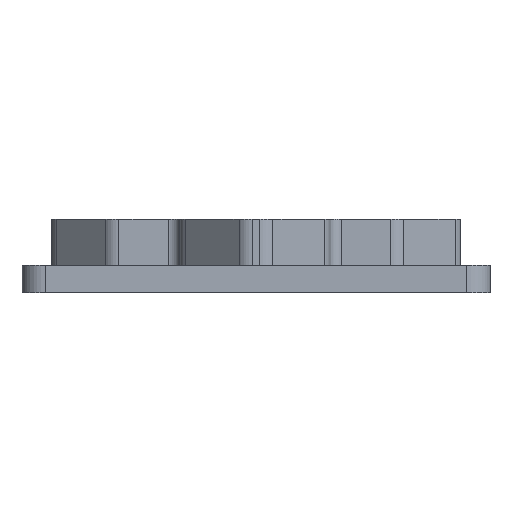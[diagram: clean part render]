
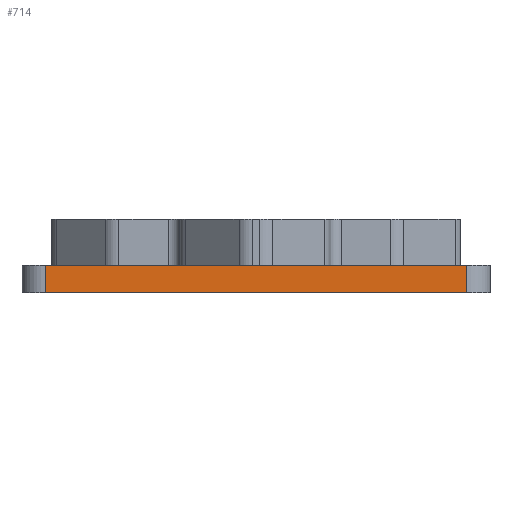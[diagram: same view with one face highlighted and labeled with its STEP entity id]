
A CAD part, left-side view. The second image highlights one B-rep face of the part: STEP entity #714.
In plain terms, the highlighted planar face has unit normal (-1, 0, 0).
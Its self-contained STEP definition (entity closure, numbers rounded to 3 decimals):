
#86 = LINE ( 'NONE', #922, #1647 ) ;
#128 = DIRECTION ( 'NONE',  ( 0., 0., -1. ) ) ;
#289 = LINE ( 'NONE', #1329, #1544 ) ;
#371 = VERTEX_POINT ( 'NONE', #1915 ) ;
#382 = VERTEX_POINT ( 'NONE', #1919 ) ;
#429 = VECTOR ( 'NONE', #1685, 1000. ) ;
#430 = EDGE_CURVE ( 'NONE', #1878, #371, #289, .T. ) ;
#508 = PLANE ( 'NONE',  #658 ) ;
#607 = ORIENTED_EDGE ( 'NONE', *, *, #639, .T. ) ;
#617 = EDGE_LOOP ( 'NONE', ( #1809, #607, #1774, #1075 ) ) ;
#639 = EDGE_CURVE ( 'NONE', #371, #382, #1985, .T. ) ;
#658 = AXIS2_PLACEMENT_3D ( 'NONE', #951, #1728, #1113 ) ;
#714 = ADVANCED_FACE ( 'NONE', ( #1676 ), #508, .F. ) ;
#746 = CARTESIAN_POINT ( 'NONE',  ( 0., 2.54, 3. ) ) ;
#890 = LINE ( 'NONE', #1841, #429 ) ;
#922 = CARTESIAN_POINT ( 'NONE',  ( 0., 48.26, 3. ) ) ;
#951 = CARTESIAN_POINT ( 'NONE',  ( 0., 0., 3. ) ) ;
#1056 = CARTESIAN_POINT ( 'NONE',  ( 0., 48.26, 0. ) ) ;
#1075 = ORIENTED_EDGE ( 'NONE', *, *, #1263, .T. ) ;
#1113 = DIRECTION ( 'NONE',  ( 0., 0., -1. ) ) ;
#1263 = EDGE_CURVE ( 'NONE', #1766, #1878, #86, .T. ) ;
#1326 = VECTOR ( 'NONE', #1964, 1000. ) ;
#1329 = CARTESIAN_POINT ( 'NONE',  ( 0., 0., 0. ) ) ;
#1544 = VECTOR ( 'NONE', #1777, 1000. ) ;
#1637 = CARTESIAN_POINT ( 'NONE',  ( 0., 48.26, 3. ) ) ;
#1647 = VECTOR ( 'NONE', #128, 1000. ) ;
#1676 = FACE_OUTER_BOUND ( 'NONE', #617, .T. ) ;
#1685 = DIRECTION ( 'NONE',  ( 0., -1., 0. ) ) ;
#1728 = DIRECTION ( 'NONE',  ( 1., 0., 0. ) ) ;
#1766 = VERTEX_POINT ( 'NONE', #1637 ) ;
#1774 = ORIENTED_EDGE ( 'NONE', *, *, #1939, .F. ) ;
#1777 = DIRECTION ( 'NONE',  ( 0., -1., 0. ) ) ;
#1809 = ORIENTED_EDGE ( 'NONE', *, *, #430, .T. ) ;
#1841 = CARTESIAN_POINT ( 'NONE',  ( 0., 0., 3. ) ) ;
#1878 = VERTEX_POINT ( 'NONE', #1056 ) ;
#1915 = CARTESIAN_POINT ( 'NONE',  ( 0., 2.54, 0. ) ) ;
#1919 = CARTESIAN_POINT ( 'NONE',  ( 0., 2.54, 3. ) ) ;
#1939 = EDGE_CURVE ( 'NONE', #1766, #382, #890, .T. ) ;
#1964 = DIRECTION ( 'NONE',  ( 0., 0., 1. ) ) ;
#1985 = LINE ( 'NONE', #746, #1326 ) ;
